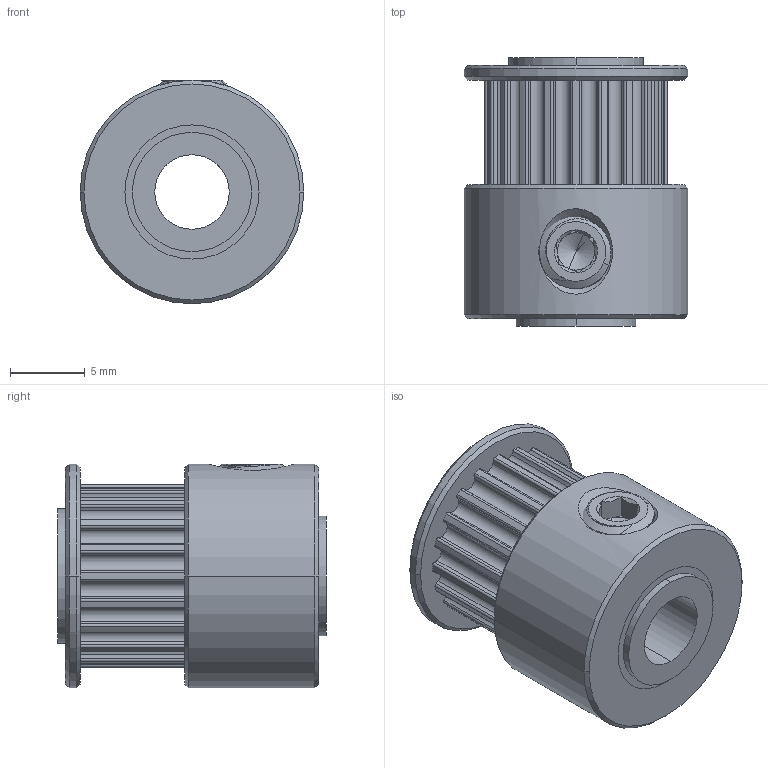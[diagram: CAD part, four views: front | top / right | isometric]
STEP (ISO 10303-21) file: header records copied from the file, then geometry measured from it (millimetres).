
FILE_DESCRIPTION (( 'STEP AP203' ), '1' );
FILE_NAME ('3422-0005-0020 assembly.STEP', '2022-02-03T17:07:44', ( '' ), ( '' ), 'SwSTEP 2.0', 'SolidWorks 2016', '' );
FILE_SCHEMA (( 'CONFIG_CONTROL_DESIGN' ));
Length unit declared in the file: millimetre
Products named in the file (5): 3422-0005-0020 core; 3422-0005-0020 assembly; 3422 series flange; 2806-0005-0005_91390A117; 3422 series barrel
Assembly tree (4 placements, depth 2):
  3422-0005-0020 assembly
    3422-0005-0020 core
    3422 series barrel
    3422 series flange
    2806-0005-0005_91390A117
Bounding box: 15 x 18 x 15 mm (x, y, z)
Volume: 2164.4 mm3; surface area: 2520.8 mm2
Topology: 4 solids, 4 shells, 251 faces, 698 edges, 454 vertices
Faces by surface type: cylinder 184, cone 26, plane 23, bspline 18
Entity records: 22470 total; most frequent: CARTESIAN_POINT 15765, ORIENTED_EDGE 1388, DIRECTION 1297, EDGE_CURVE 694, AXIS2_PLACEMENT_3D 544, VERTEX_POINT 454, CIRCLE 304, EDGE_LOOP 266
